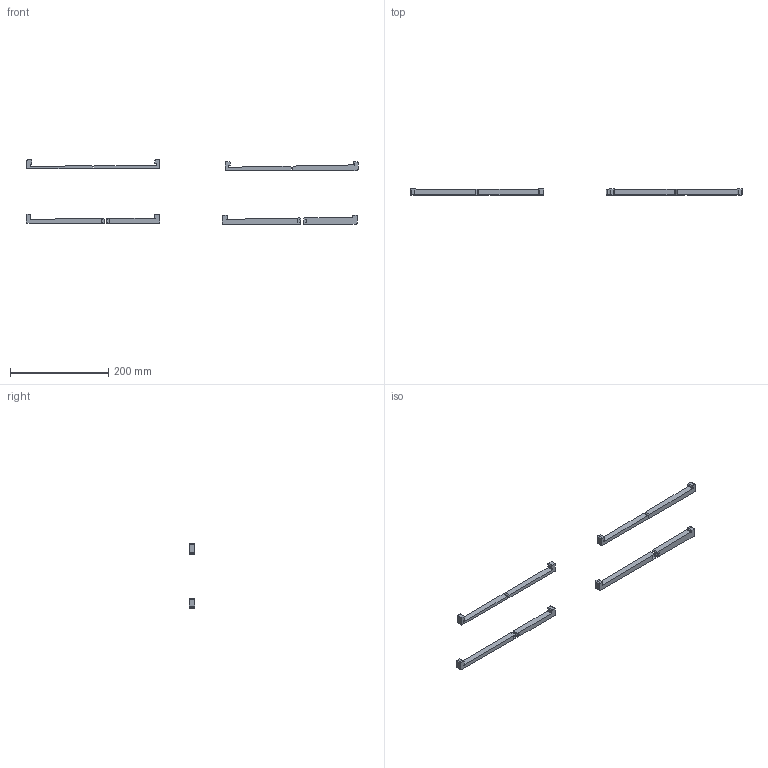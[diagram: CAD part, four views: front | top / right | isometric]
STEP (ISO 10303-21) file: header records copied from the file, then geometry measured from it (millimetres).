
FILE_DESCRIPTION(/* description */ (''),/* implementation_level */ '2;1');
FILE_NAME(/* name */ 'taper_bar_AB_split',/* time_stamp */ '2025-12-18T19:28:19+03:00',/* author */ (''),/* organization */ (''),/* preprocessor_version */ 'ST-DEVELOPER v16.5',/* originating_system */ 'Rhino 7.23',/* authorisation */ '');
FILE_SCHEMA (('CONFIG_CONTROL_DESIGN'));
Length unit declared in the file: millimetre
Products named in the file (1): Document
Bounding box: 675.19 x 12 x 130.72 mm (x, y, z)
Volume: 123804.6 mm3; surface area: 50412.6 mm2
Topology: 8 solids, 8 shells, 181 faces, 495 edges, 330 vertices
Faces by surface type: plane 114, bspline 41, cylinder 26
Entity records: 5755 total; most frequent: CARTESIAN_POINT 2454, ORIENTED_EDGE 990, EDGE_CURVE 495, B_SPLINE_CURVE_WITH_KNOTS 376, VERTEX_POINT 330, ADVANCED_FACE 181, FACE_OUTER_BOUND 181, EDGE_LOOP 181
